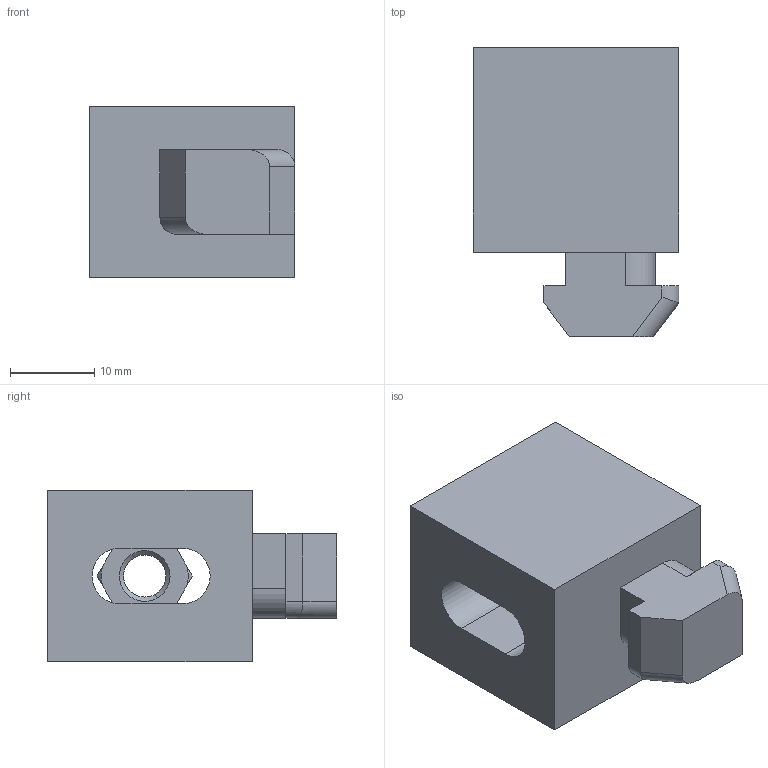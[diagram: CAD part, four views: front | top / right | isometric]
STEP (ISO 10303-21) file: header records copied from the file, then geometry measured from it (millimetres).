
FILE_DESCRIPTION (( 'STEP AP214' ), '1' );
FILE_NAME ('SNSD.30.51.92. Êëèïñà âèíòîâàÿ äëÿ ïàíåëåé 40, ðåçüáà Ì6, ïàç 10(A14).STEP', '2015-01-15T12:39:05', ( 'XTreme.ws' ), ( 'XTreme.ws' ), 'SwSTEP 2.0', 'SolidWorks 2014', '' );
FILE_SCHEMA (( 'AUTOMOTIVE_DESIGN' ));
Length unit declared in the file: millimetre
Products named in the file (5): SNSD.30.51.92. Êëèïñà âèíòîâàÿ äëÿ ïàíåëåé 40, ðåçüáà Ì6, ïàç 10(A14); SNSD.30.51.91. Êëèïñà âèíòîâàÿ äëÿ ïàíåëåé 30, ðåçüáà Ì6, ïàç 8(A13)A14; SNSD.30.51.91. Ãàéêà Ì6, (A13)A14_00; SNSD.30.51.91. Êëèïñà âèíòîâàÿ äëÿ ïàíåëåé 30, ðåçüáà Ì6, ïàç 8(A13)A14_21`; SNSD.30.51.91. Ãàéêà Ì6, (A13)A14
Assembly tree (2 placements, depth 2):
  SNSD.30.51.92. Êëèïñà âèíòîâàÿ äëÿ ïàíåëåé 40, ðåçüáà Ì6, ïàç 10(A14)
    SNSD.30.51.91. Êëèïñà âèíòîâàÿ äëÿ ïàíåëåé 30, ðåçüáà Ì6, ïàç 8(A13)A14_21`
    SNSD.30.51.91. Ãàéêà Ì6, (A13)A14_00
  SNSD.30.51.91. Êëèïñà âèíòîâàÿ äëÿ ïàíåëåé 30, ðåçüáà Ì6, ïàç 8(A13)A14
  SNSD.30.51.91. Ãàéêà Ì6, (A13)A14
Bounding box: 24.4 x 34.3 x 20.4 mm (x, y, z)
Volume: 10980.1 mm3; surface area: 5007 mm2
Topology: 2 solids, 2 shells, 64 faces, 166 edges, 108 vertices
Faces by surface type: plane 34, cone 18, cylinder 12
Entity records: 2136 total; most frequent: CARTESIAN_POINT 428, ORIENTED_EDGE 332, DIRECTION 314, EDGE_CURVE 166, VERTEX_POINT 108, AXIS2_PLACEMENT_3D 106, VECTOR 102, LINE 102
